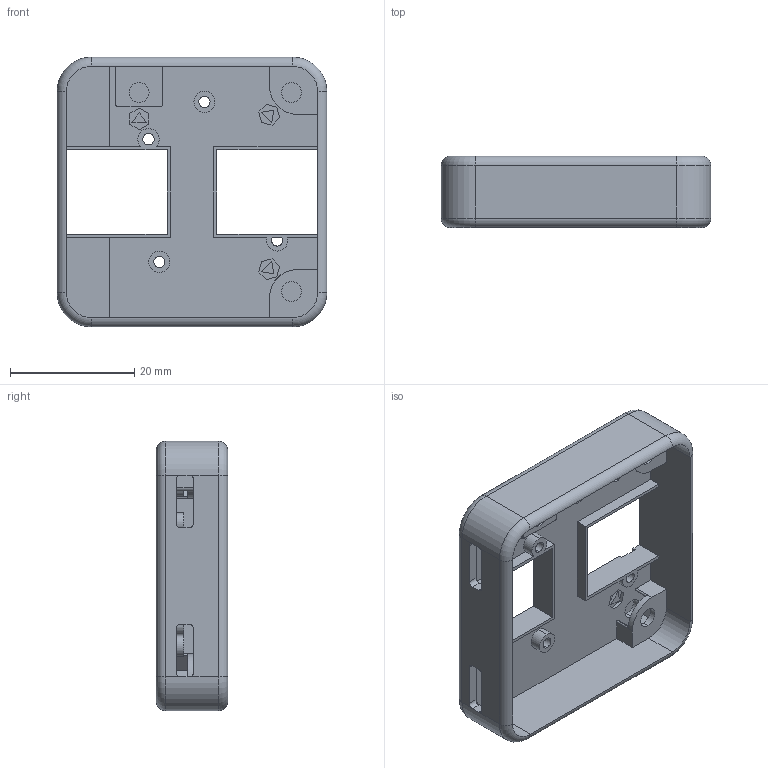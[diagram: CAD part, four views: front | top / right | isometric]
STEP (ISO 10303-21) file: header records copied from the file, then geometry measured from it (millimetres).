
FILE_DESCRIPTION (( 'STEP AP214' ), '1' );
FILE_NAME ('NexusCaseTop.STEP', '2024-05-27T08:45:33', ( '' ), ( '' ), 'SwSTEP 2.0', 'SolidWorks 2022', '' );
FILE_SCHEMA (( 'AUTOMOTIVE_DESIGN' ));
Length unit declared in the file: millimetre
Products named in the file (1): NexusCaseTop
Bounding box: 43.4 x 11.5 x 43.4 mm (x, y, z)
Volume: 5772.9 mm3; surface area: 7236.9 mm2
Topology: 1 solids, 1 shells, 542 faces, 1466 edges, 966 vertices
Faces by surface type: plane 377, cylinder 95, bspline 62, torus 8
Entity records: 20176 total; most frequent: CARTESIAN_POINT 6704, ORIENTED_EDGE 2932, DIRECTION 2497, EDGE_CURVE 1466, VECTOR 1133, LINE 1133, VERTEX_POINT 966, AXIS2_PLACEMENT_3D 682
